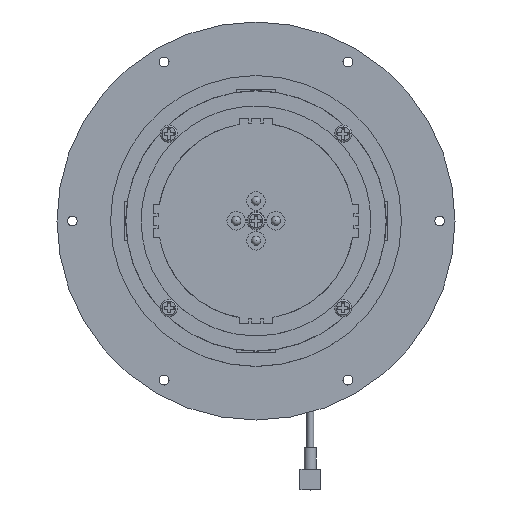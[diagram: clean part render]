
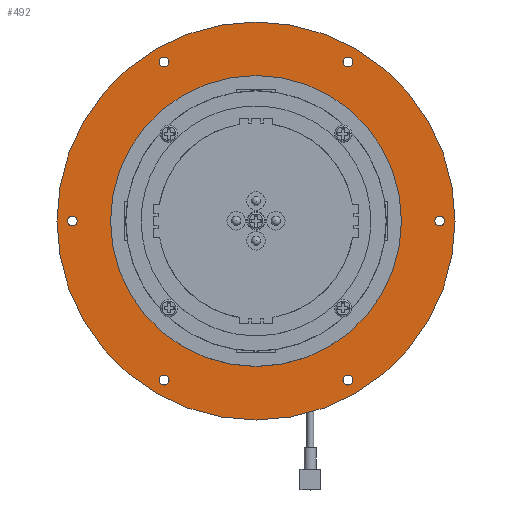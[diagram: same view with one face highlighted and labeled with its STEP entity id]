
A CAD part, top view. The second image highlights one B-rep face of the part: STEP entity #492.
In plain terms, the highlighted planar face has unit normal (0, 0, 1).
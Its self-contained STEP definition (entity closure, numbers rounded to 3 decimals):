
#492=ADVANCED_FACE('',(#1521,#812,#813,#814,#815,#816,#817),#682,.T.);
#682=PLANE('',#4180);
#812=FACE_BOUND('',#1793,.T.);
#813=FACE_BOUND('',#1794,.T.);
#814=FACE_BOUND('',#1795,.T.);
#815=FACE_BOUND('',#1796,.T.);
#816=FACE_BOUND('',#1797,.T.);
#817=FACE_BOUND('',#1798,.T.);
#1521=FACE_OUTER_BOUND('',#1792,.T.);
#1792=EDGE_LOOP('',(#2574));
#1793=EDGE_LOOP('',(#2575));
#1794=EDGE_LOOP('',(#2576));
#1795=EDGE_LOOP('',(#2577));
#1796=EDGE_LOOP('',(#2578));
#1797=EDGE_LOOP('',(#2579));
#1798=EDGE_LOOP('',(#2580));
#2574=ORIENTED_EDGE('',*,*,#3639,.T.);
#2575=ORIENTED_EDGE('',*,*,#3637,.F.);
#2576=ORIENTED_EDGE('',*,*,#3635,.F.);
#2577=ORIENTED_EDGE('',*,*,#3633,.F.);
#2578=ORIENTED_EDGE('',*,*,#3631,.F.);
#2579=ORIENTED_EDGE('',*,*,#3629,.F.);
#2580=ORIENTED_EDGE('',*,*,#3641,.F.);
#3171=VERTEX_POINT('',#6553);
#3173=VERTEX_POINT('',#6558);
#3175=VERTEX_POINT('',#6563);
#3177=VERTEX_POINT('',#6568);
#3179=VERTEX_POINT('',#6573);
#3181=VERTEX_POINT('',#6578);
#3183=VERTEX_POINT('',#6583);
#3629=EDGE_CURVE('',#3171,#3171,#3889,.T.);
#3631=EDGE_CURVE('',#3173,#3173,#3891,.T.);
#3633=EDGE_CURVE('',#3175,#3175,#3893,.T.);
#3635=EDGE_CURVE('',#3177,#3177,#3895,.T.);
#3637=EDGE_CURVE('',#3179,#3179,#3897,.T.);
#3639=EDGE_CURVE('',#3181,#3181,#3899,.T.);
#3641=EDGE_CURVE('',#3183,#3183,#3901,.T.);
#3889=CIRCLE('',#4159,1.6);
#3891=CIRCLE('',#4162,1.6);
#3893=CIRCLE('',#4165,1.6);
#3895=CIRCLE('',#4168,1.6);
#3897=CIRCLE('',#4171,1.6);
#3899=CIRCLE('',#4174,65.);
#3901=CIRCLE('',#4177,1.6);
#4159=AXIS2_PLACEMENT_3D('',#6552,#4894,#4895);
#4162=AXIS2_PLACEMENT_3D('',#6557,#4900,#4901);
#4165=AXIS2_PLACEMENT_3D('',#6562,#4906,#4907);
#4168=AXIS2_PLACEMENT_3D('',#6567,#4912,#4913);
#4171=AXIS2_PLACEMENT_3D('',#6572,#4918,#4919);
#4174=AXIS2_PLACEMENT_3D('',#6577,#4924,#4925);
#4177=AXIS2_PLACEMENT_3D('',#6582,#4930,#4931);
#4180=AXIS2_PLACEMENT_3D('',#6587,#4936,#4937);
#4894=DIRECTION('',(0.,0.,1.));
#4895=DIRECTION('',(1.,0.,0.));
#4900=DIRECTION('',(0.,0.,1.));
#4901=DIRECTION('',(1.,0.,0.));
#4906=DIRECTION('',(0.,0.,1.));
#4907=DIRECTION('',(1.,0.,0.));
#4912=DIRECTION('',(0.,0.,1.));
#4913=DIRECTION('',(1.,0.,0.));
#4918=DIRECTION('',(0.,0.,1.));
#4919=DIRECTION('',(1.,0.,0.));
#4924=DIRECTION('',(0.,0.,1.));
#4925=DIRECTION('',(1.,0.,0.));
#4930=DIRECTION('',(0.,0.,1.));
#4931=DIRECTION('',(1.,0.,0.));
#4936=DIRECTION('',(0.,0.,1.));
#4937=DIRECTION('',(1.,0.,0.));
#6552=CARTESIAN_POINT('',(-12376.025,-20257.949,1.));
#6553=CARTESIAN_POINT('',(-12374.425,-20257.949,1.));
#6557=CARTESIAN_POINT('',(-12436.025,-20257.949,1.));
#6558=CARTESIAN_POINT('',(-12434.425,-20257.949,1.));
#6562=CARTESIAN_POINT('',(-12466.025,-20205.987,1.));
#6563=CARTESIAN_POINT('',(-12464.425,-20205.987,1.));
#6567=CARTESIAN_POINT('',(-12436.025,-20154.026,1.));
#6568=CARTESIAN_POINT('',(-12434.425,-20154.026,1.));
#6572=CARTESIAN_POINT('',(-12376.025,-20154.026,1.));
#6573=CARTESIAN_POINT('',(-12374.425,-20154.026,1.));
#6577=CARTESIAN_POINT('',(-12406.025,-20205.987,1.));
#6578=CARTESIAN_POINT('',(-12341.025,-20205.987,1.));
#6582=CARTESIAN_POINT('',(-12346.025,-20205.987,1.));
#6583=CARTESIAN_POINT('',(-12344.425,-20205.987,1.));
#6587=CARTESIAN_POINT('',(-12391.025,-20180.006,1.));
